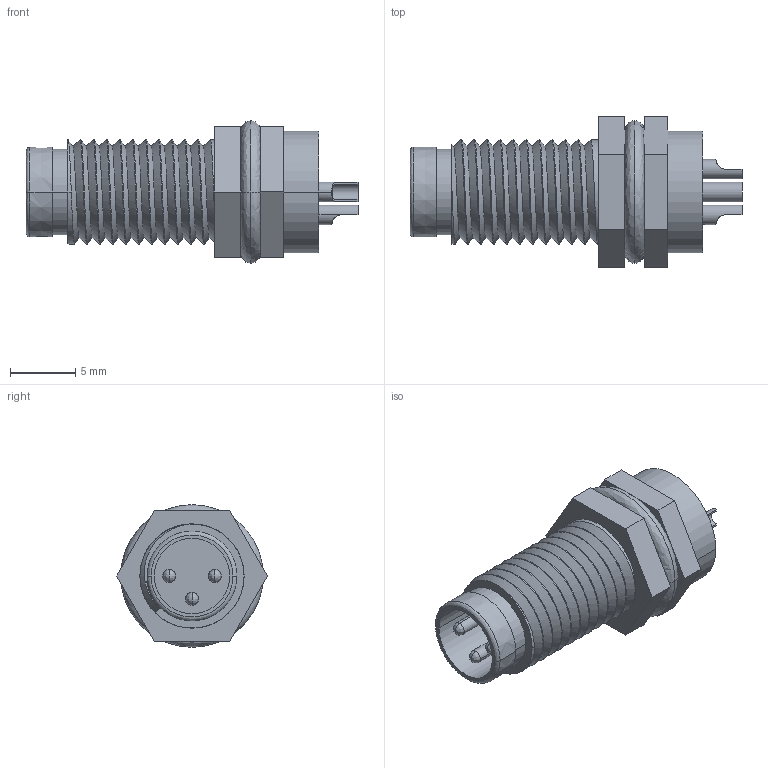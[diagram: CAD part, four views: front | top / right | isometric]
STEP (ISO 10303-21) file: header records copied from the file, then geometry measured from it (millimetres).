
FILE_DESCRIPTION (( 'STEP AP203' ), '1' );
FILE_NAME ('P46.STEP', '2020-03-30T07:55:24', ( 'edpusr' ), ( 'Microsoft' ), 'SwSTEP 2.0', 'SolidWorks 2015', '' );
FILE_SCHEMA (( 'CONFIG_CONTROL_DESIGN' ));
Length unit declared in the file: millimetre
Products named in the file (1): P46
Bounding box: 25.5 x 11.55 x 10.95 mm (x, y, z)
Volume: 1152.6 mm3; surface area: 1125.5 mm2
Topology: 1 solids, 1 shells, 107 faces, 274 edges, 170 vertices
Faces by surface type: cylinder 51, plane 32, bspline 16, cone 8
Entity records: 4691 total; most frequent: CARTESIAN_POINT 2256, ORIENTED_EDGE 524, DIRECTION 458, EDGE_CURVE 262, VERTEX_POINT 170, AXIS2_PLACEMENT_3D 168, LINE 122, VECTOR 122
